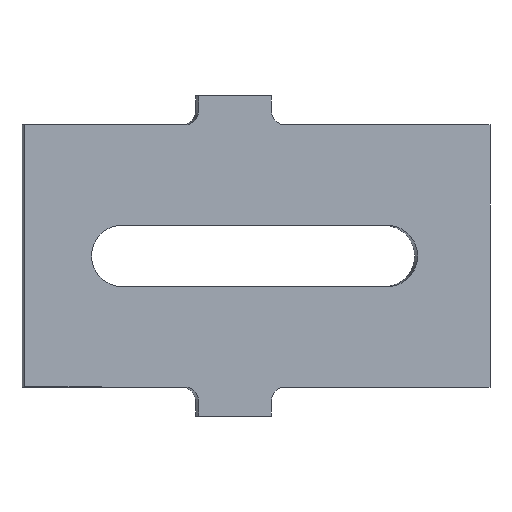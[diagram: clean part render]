
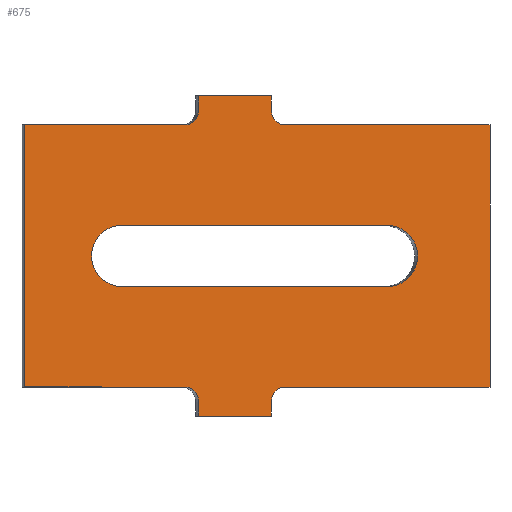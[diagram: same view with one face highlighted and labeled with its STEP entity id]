
A CAD part, top view. The second image highlights one B-rep face of the part: STEP entity #675.
In plain terms, the highlighted planar face has unit normal (0.1, 0, 0.995).
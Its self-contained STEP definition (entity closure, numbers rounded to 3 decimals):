
#70=CARTESIAN_POINT('Vertex',(11.915,11.,19.314)) ;
#73=CARTESIAN_POINT('Line Origine',(14.402,11.,19.065)) ;
#77=CARTESIAN_POINT('Vertex',(16.89,11.,18.816)) ;
#110=CARTESIAN_POINT('Vertex',(16.89,-11.,18.816)) ;
#113=CARTESIAN_POINT('Line Origine',(14.402,-11.,19.065)) ;
#117=CARTESIAN_POINT('Vertex',(11.915,-11.,19.314)) ;
#143=CARTESIAN_POINT('Vertex',(-0.026,9.,20.508)) ;
#157=CARTESIAN_POINT('Vertex',(-0.026,-9.,20.508)) ;
#160=CARTESIAN_POINT('Line Origine',(-0.026,0.,20.508)) ;
#183=CARTESIAN_POINT('Vertex',(31.916,-9.,17.313)) ;
#197=CARTESIAN_POINT('Vertex',(31.916,9.,17.313)) ;
#200=CARTESIAN_POINT('Line Origine',(31.916,0.,17.313)) ;
#217=CARTESIAN_POINT('Line Origine',(15.747,-2.1,18.93)) ;
#221=CARTESIAN_POINT('Vertex',(6.642,-2.1,19.841)) ;
#223=CARTESIAN_POINT('Vertex',(24.851,-2.1,18.02)) ;
#257=CARTESIAN_POINT('Axis2P3D Location',(6.642,0.,19.841)) ;
#261=CARTESIAN_POINT('Vertex',(6.642,2.1,19.841)) ;
#288=CARTESIAN_POINT('Line Origine',(15.747,2.1,18.93)) ;
#292=CARTESIAN_POINT('Vertex',(24.851,2.1,18.02)) ;
#319=CARTESIAN_POINT('Axis2P3D Location',(24.851,0.,18.02)) ;
#348=CARTESIAN_POINT('Line Origine',(16.89,10.5,18.816)) ;
#352=CARTESIAN_POINT('Vertex',(16.89,10.,18.816)) ;
#372=CARTESIAN_POINT('Line Origine',(24.9,9.,18.015)) ;
#376=CARTESIAN_POINT('Vertex',(17.885,9.,18.717)) ;
#408=CARTESIAN_POINT('Axis2P3D Location',(17.885,10.,18.717)) ;
#425=CARTESIAN_POINT('Line Origine',(11.915,10.5,19.314)) ;
#429=CARTESIAN_POINT('Vertex',(11.915,10.,19.314)) ;
#458=CARTESIAN_POINT('Line Origine',(5.447,9.,19.96)) ;
#462=CARTESIAN_POINT('Vertex',(10.92,9.,19.413)) ;
#487=CARTESIAN_POINT('Axis2P3D Location',(10.92,10.,19.413)) ;
#499=CARTESIAN_POINT('Line Origine',(16.89,-10.5,18.816)) ;
#503=CARTESIAN_POINT('Vertex',(16.89,-10.,18.816)) ;
#537=CARTESIAN_POINT('Line Origine',(24.9,-9.,18.015)) ;
#541=CARTESIAN_POINT('Vertex',(17.885,-9.,18.717)) ;
#566=CARTESIAN_POINT('Axis2P3D Location',(17.885,-10.,18.717)) ;
#627=CARTESIAN_POINT('Axis2P3D Location',(2.03,0.,20.302)) ;
#632=CARTESIAN_POINT('Axis2P3D Location',(10.92,-10.,19.413)) ;
#636=CARTESIAN_POINT('Vertex',(10.92,-9.,19.413)) ;
#638=CARTESIAN_POINT('Vertex',(11.915,-10.,19.314)) ;
#641=CARTESIAN_POINT('Line Origine',(11.915,-10.5,19.314)) ;
#646=CARTESIAN_POINT('Line Origine',(5.447,-9.,19.96)) ;
#74=DIRECTION('Vector Direction',(-0.995,0.,0.1)) ;
#114=DIRECTION('Vector Direction',(-0.995,0.,0.1)) ;
#161=DIRECTION('Vector Direction',(0.,-1.,0.)) ;
#201=DIRECTION('Vector Direction',(0.,1.,0.)) ;
#218=DIRECTION('Vector Direction',(-0.995,0.,0.1)) ;
#258=DIRECTION('Axis2P3D Direction',(0.1,-0.,0.995)) ;
#289=DIRECTION('Vector Direction',(0.995,0.,-0.1)) ;
#320=DIRECTION('Axis2P3D Direction',(0.1,-0.,0.995)) ;
#349=DIRECTION('Vector Direction',(0.,-1.,0.)) ;
#373=DIRECTION('Vector Direction',(-0.995,0.,0.1)) ;
#409=DIRECTION('Axis2P3D Direction',(-0.1,-0.,-0.995)) ;
#426=DIRECTION('Vector Direction',(0.,1.,0.)) ;
#459=DIRECTION('Vector Direction',(-0.995,0.,0.1)) ;
#488=DIRECTION('Axis2P3D Direction',(0.1,0.,0.995)) ;
#500=DIRECTION('Vector Direction',(0.,-1.,0.)) ;
#538=DIRECTION('Vector Direction',(0.995,0.,-0.1)) ;
#567=DIRECTION('Axis2P3D Direction',(0.1,0.,0.995)) ;
#628=DIRECTION('Axis2P3D Direction',(0.1,-0.,0.995)) ;
#629=DIRECTION('Axis2P3D XDirection',(0.,1.,0.)) ;
#633=DIRECTION('Axis2P3D Direction',(0.1,-0.,0.995)) ;
#642=DIRECTION('Vector Direction',(0.,1.,0.)) ;
#647=DIRECTION('Vector Direction',(0.995,0.,-0.1)) ;
#259=AXIS2_PLACEMENT_3D('Circle Axis2P3D',#257,#258,$) ;
#321=AXIS2_PLACEMENT_3D('Circle Axis2P3D',#319,#320,$) ;
#410=AXIS2_PLACEMENT_3D('Circle Axis2P3D',#408,#409,$) ;
#489=AXIS2_PLACEMENT_3D('Circle Axis2P3D',#487,#488,$) ;
#568=AXIS2_PLACEMENT_3D('Circle Axis2P3D',#566,#567,$) ;
#630=AXIS2_PLACEMENT_3D('Plane Axis2P3D',#627,#628,#629) ;
#634=AXIS2_PLACEMENT_3D('Circle Axis2P3D',#632,#633,$) ;
#652=ORIENTED_EDGE('',*,*,#640,.T.) ;
#653=ORIENTED_EDGE('',*,*,#645,.T.) ;
#654=ORIENTED_EDGE('',*,*,#119,.T.) ;
#655=ORIENTED_EDGE('',*,*,#505,.T.) ;
#656=ORIENTED_EDGE('',*,*,#570,.T.) ;
#657=ORIENTED_EDGE('',*,*,#543,.T.) ;
#658=ORIENTED_EDGE('',*,*,#204,.T.) ;
#659=ORIENTED_EDGE('',*,*,#378,.T.) ;
#660=ORIENTED_EDGE('',*,*,#412,.T.) ;
#661=ORIENTED_EDGE('',*,*,#354,.T.) ;
#662=ORIENTED_EDGE('',*,*,#79,.T.) ;
#663=ORIENTED_EDGE('',*,*,#431,.T.) ;
#664=ORIENTED_EDGE('',*,*,#491,.T.) ;
#665=ORIENTED_EDGE('',*,*,#464,.T.) ;
#666=ORIENTED_EDGE('',*,*,#164,.T.) ;
#667=ORIENTED_EDGE('',*,*,#650,.T.) ;
#670=ORIENTED_EDGE('',*,*,#263,.F.) ;
#671=ORIENTED_EDGE('',*,*,#294,.F.) ;
#672=ORIENTED_EDGE('',*,*,#323,.F.) ;
#673=ORIENTED_EDGE('',*,*,#225,.F.) ;
#674=FACE_BOUND('',#669,.T.) ;
#75=VECTOR('Line Direction',#74,1.) ;
#115=VECTOR('Line Direction',#114,1.) ;
#162=VECTOR('Line Direction',#161,1.) ;
#202=VECTOR('Line Direction',#201,1.) ;
#219=VECTOR('Line Direction',#218,1.) ;
#290=VECTOR('Line Direction',#289,1.) ;
#350=VECTOR('Line Direction',#349,1.) ;
#374=VECTOR('Line Direction',#373,1.) ;
#427=VECTOR('Line Direction',#426,1.) ;
#460=VECTOR('Line Direction',#459,1.) ;
#501=VECTOR('Line Direction',#500,1.) ;
#539=VECTOR('Line Direction',#538,1.) ;
#643=VECTOR('Line Direction',#642,1.) ;
#648=VECTOR('Line Direction',#647,1.) ;
#675=ADVANCED_FACE('Corps principal',(#668,#674),#631,.T.) ;
#260=CIRCLE('generated circle',#259,2.1) ;
#322=CIRCLE('generated circle',#321,2.1) ;
#411=CIRCLE('generated circle',#410,1.) ;
#490=CIRCLE('generated circle',#489,1.) ;
#569=CIRCLE('generated circle',#568,1.) ;
#635=CIRCLE('generated circle',#634,1.) ;
#79=EDGE_CURVE('',#78,#71,#76,.T.) ;
#119=EDGE_CURVE('',#118,#111,#116,.F.) ;
#164=EDGE_CURVE('',#144,#158,#163,.T.) ;
#204=EDGE_CURVE('',#184,#198,#203,.T.) ;
#225=EDGE_CURVE('',#222,#224,#220,.F.) ;
#263=EDGE_CURVE('',#262,#222,#260,.T.) ;
#294=EDGE_CURVE('',#293,#262,#291,.F.) ;
#323=EDGE_CURVE('',#224,#293,#322,.T.) ;
#354=EDGE_CURVE('',#353,#78,#351,.F.) ;
#378=EDGE_CURVE('',#198,#377,#375,.T.) ;
#412=EDGE_CURVE('',#377,#353,#411,.T.) ;
#431=EDGE_CURVE('',#71,#430,#428,.F.) ;
#464=EDGE_CURVE('',#463,#144,#461,.T.) ;
#491=EDGE_CURVE('',#430,#463,#490,.F.) ;
#505=EDGE_CURVE('',#111,#504,#502,.F.) ;
#543=EDGE_CURVE('',#542,#184,#540,.T.) ;
#570=EDGE_CURVE('',#504,#542,#569,.F.) ;
#640=EDGE_CURVE('',#637,#639,#635,.F.) ;
#645=EDGE_CURVE('',#639,#118,#644,.F.) ;
#650=EDGE_CURVE('',#158,#637,#649,.T.) ;
#651=EDGE_LOOP('',(#652,#653,#654,#655,#656,#657,#658,#659,#660,#661,#662,#663,#664,#665,#666,#667)) ;
#669=EDGE_LOOP('',(#670,#671,#672,#673)) ;
#668=FACE_OUTER_BOUND('',#651,.T.) ;
#76=LINE('Line',#73,#75) ;
#116=LINE('Line',#113,#115) ;
#163=LINE('Line',#160,#162) ;
#203=LINE('Line',#200,#202) ;
#220=LINE('Line',#217,#219) ;
#291=LINE('Line',#288,#290) ;
#351=LINE('Line',#348,#350) ;
#375=LINE('Line',#372,#374) ;
#428=LINE('Line',#425,#427) ;
#461=LINE('Line',#458,#460) ;
#502=LINE('Line',#499,#501) ;
#540=LINE('Line',#537,#539) ;
#644=LINE('Line',#641,#643) ;
#649=LINE('Line',#646,#648) ;
#631=PLANE('Plane',#630) ;
#71=VERTEX_POINT('',#70) ;
#78=VERTEX_POINT('',#77) ;
#111=VERTEX_POINT('',#110) ;
#118=VERTEX_POINT('',#117) ;
#144=VERTEX_POINT('',#143) ;
#158=VERTEX_POINT('',#157) ;
#184=VERTEX_POINT('',#183) ;
#198=VERTEX_POINT('',#197) ;
#222=VERTEX_POINT('',#221) ;
#224=VERTEX_POINT('',#223) ;
#262=VERTEX_POINT('',#261) ;
#293=VERTEX_POINT('',#292) ;
#353=VERTEX_POINT('',#352) ;
#377=VERTEX_POINT('',#376) ;
#430=VERTEX_POINT('',#429) ;
#463=VERTEX_POINT('',#462) ;
#504=VERTEX_POINT('',#503) ;
#542=VERTEX_POINT('',#541) ;
#637=VERTEX_POINT('',#636) ;
#639=VERTEX_POINT('',#638) ;
